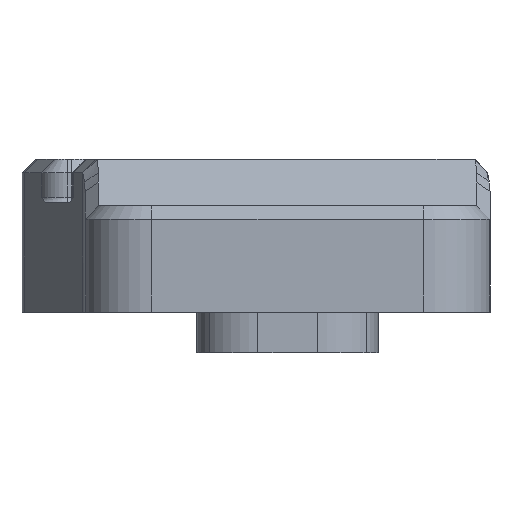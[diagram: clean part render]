
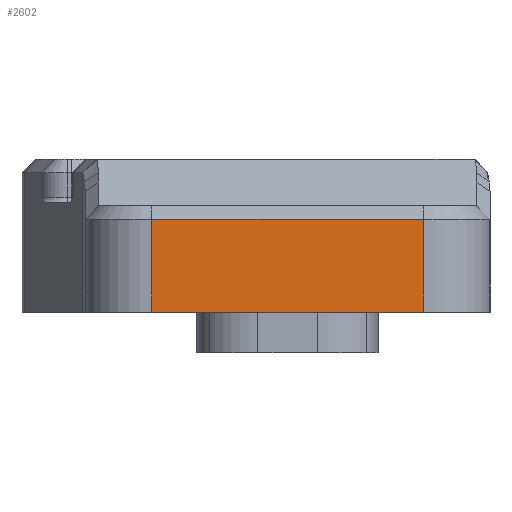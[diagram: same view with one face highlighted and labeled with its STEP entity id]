
A CAD part, left-side view. The second image highlights one B-rep face of the part: STEP entity #2602.
In plain terms, the highlighted planar face has unit normal (-1, 0, 0).
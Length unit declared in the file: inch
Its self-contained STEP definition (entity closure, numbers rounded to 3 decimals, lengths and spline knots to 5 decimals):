
#109=PLANE('',#2883);
#234=LINE('',#4008,#452);
#283=LINE('',#4927,#501);
#360=LINE('',#5191,#578);
#361=LINE('',#5192,#579);
#452=VECTOR('',#3191,0.3937);
#501=VECTOR('',#3364,0.3937);
#578=VECTOR('',#3625,0.3937);
#579=VECTOR('',#3626,0.3937);
#758=FACE_OUTER_BOUND('',#921,.T.);
#921=EDGE_LOOP('',(#2366,#2367,#2368,#2369));
#1178=VERTEX_POINT('',#4005);
#1179=VERTEX_POINT('',#4007);
#1250=VERTEX_POINT('',#4921);
#1251=VERTEX_POINT('',#4925);
#1451=EDGE_CURVE('',#1178,#1179,#234,.T.);
#1553=EDGE_CURVE('',#1251,#1250,#283,.T.);
#1663=EDGE_CURVE('',#1179,#1251,#360,.T.);
#1664=EDGE_CURVE('',#1250,#1178,#361,.T.);
#2366=ORIENTED_EDGE('',*,*,#1553,.F.);
#2367=ORIENTED_EDGE('',*,*,#1663,.F.);
#2368=ORIENTED_EDGE('',*,*,#1451,.F.);
#2369=ORIENTED_EDGE('',*,*,#1664,.F.);
#2602=ADVANCED_FACE('',(#758),#109,.F.);
#2883=AXIS2_PLACEMENT_3D('',#5190,#3623,#3624);
#3191=DIRECTION('',(0.,1.,0.));
#3364=DIRECTION('',(0.,-1.,0.));
#3623=DIRECTION('center_axis',(1.,0.,0.));
#3624=DIRECTION('ref_axis',(0.,0.,-1.));
#3625=DIRECTION('',(0.,0.,1.));
#3626=DIRECTION('',(0.,0.,-1.));
#4005=CARTESIAN_POINT('',(0.29379,0.09843,0.));
#4007=CARTESIAN_POINT('',(0.29379,0.50157,0.));
#4008=CARTESIAN_POINT('',(0.29379,0.47343,0.));
#4921=CARTESIAN_POINT('',(0.29379,0.09843,0.1378));
#4925=CARTESIAN_POINT('',(0.29379,0.50157,0.1378));
#4927=CARTESIAN_POINT('',(0.29379,0.47343,0.1378));
#5190=CARTESIAN_POINT('Origin',(0.29379,0.6,0.));
#5191=CARTESIAN_POINT('',(0.29379,0.50157,0.));
#5192=CARTESIAN_POINT('',(0.29379,0.09843,0.));
